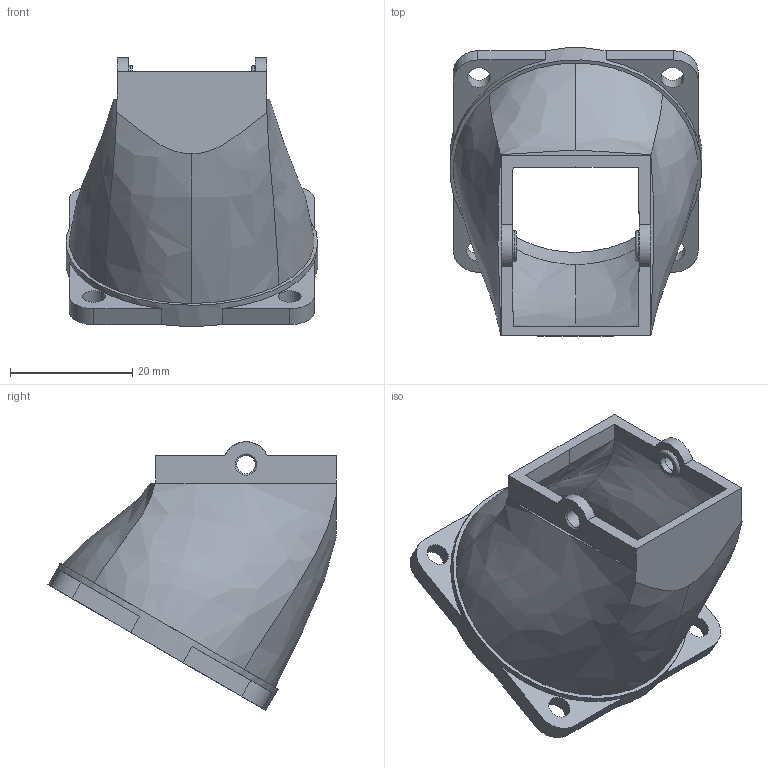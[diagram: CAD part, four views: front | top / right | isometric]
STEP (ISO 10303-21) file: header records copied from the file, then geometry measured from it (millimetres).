
FILE_DESCRIPTION(/* description */ (''),/* implementation_level */ '2;1');
FILE_NAME(/* name */ 'fan_duct.step',/* time_stamp */ '2019-02-01T20:32:44-05:00',/* author */ (''),/* organization */ (''),/* preprocessor_version */ 'ST-DEVELOPER v17.2',/* originating_system */ 'Autodesk Translation Framework v7.6.0.251',/* authorisation */ '');
FILE_SCHEMA (('AUTOMOTIVE_DESIGN { 1 0 10303 214 3 1 1 }'));
Length unit declared in the file: millimetre
Products named in the file (1): fan_duct
Bounding box: 41.13 x 47.08 x 43.87 mm (x, y, z)
Volume: 8650 mm3; surface area: 9171.9 mm2
Topology: 1 solids, 1 shells, 75 faces, 279 edges, 207 vertices
Faces by surface type: bspline 26, plane 24, cylinder 17, cone 6, torus 2
Full cylindrical faces by diameter (mm): 3 x2, 3.2 x1, 3.7 x4, 5 x2, 36 x1, 41.2 x1
Entity records: 4257 total; most frequent: CARTESIAN_POINT 2055, ORIENTED_EDGE 558, DIRECTION 316, EDGE_CURVE 279, VERTEX_POINT 207, B_SPLINE_CURVE_WITH_KNOTS 120, AXIS2_PLACEMENT_3D 117, EDGE_LOOP 90
